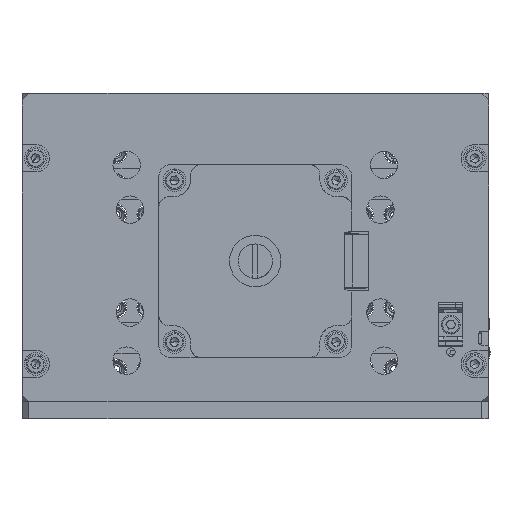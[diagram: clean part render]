
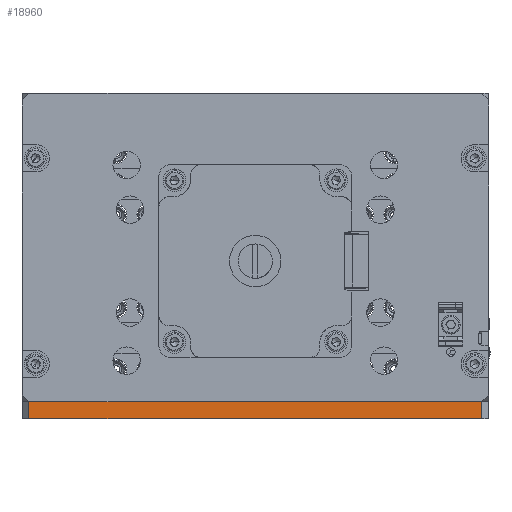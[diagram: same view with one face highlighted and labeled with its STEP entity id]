
A CAD part, front view. The second image highlights one B-rep face of the part: STEP entity #18960.
In plain terms, the highlighted planar face has unit normal (0, -1, 0).
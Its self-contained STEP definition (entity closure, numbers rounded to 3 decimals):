
#352 = DIRECTION ( 'NONE',  ( -1., 0., 0. ) ) ;
#2463 = ORIENTED_EDGE ( 'NONE', *, *, #59139, .T. ) ;
#3694 = CARTESIAN_POINT ( 'NONE',  ( 62.281, 36.098, -39. ) ) ;
#4090 = VECTOR ( 'NONE', #352, 1000. ) ;
#4697 = VERTEX_POINT ( 'NONE', #32818 ) ;
#6257 = EDGE_CURVE ( 'NONE', #39711, #19938, #12004, .T. ) ;
#7578 = ORIENTED_EDGE ( 'NONE', *, *, #6257, .T. ) ;
#9857 = ORIENTED_EDGE ( 'NONE', *, *, #16684, .F. ) ;
#12004 = LINE ( 'NONE', #37520, #65361 ) ;
#13875 = VERTEX_POINT ( 'NONE', #66247 ) ;
#14247 = FACE_OUTER_BOUND ( 'NONE', #56971, .T. ) ;
#16684 = EDGE_CURVE ( 'NONE', #4697, #13875, #46990, .T. ) ;
#17432 = DIRECTION ( 'NONE',  ( -1., 0., 0. ) ) ;
#18960 = ADVANCED_FACE ( 'NONE', ( #14247 ), #64884, .F. ) ;
#19391 = ORIENTED_EDGE ( 'NONE', *, *, #49264, .T. ) ;
#19938 = VERTEX_POINT ( 'NONE', #45388 ) ;
#21690 = LINE ( 'NONE', #42482, #41835 ) ;
#22083 = CARTESIAN_POINT ( 'NONE',  ( 62.281, 36.098, -39. ) ) ;
#30100 = VECTOR ( 'NONE', #67102, 1000. ) ;
#32818 = CARTESIAN_POINT ( 'NONE',  ( 60.281, 36.098, -39. ) ) ;
#37520 = CARTESIAN_POINT ( 'NONE',  ( 62.281, 36.098, -34. ) ) ;
#39711 = VERTEX_POINT ( 'NONE', #64226 ) ;
#41835 = VECTOR ( 'NONE', #43125, 1000. ) ;
#42482 = CARTESIAN_POINT ( 'NONE',  ( 60.281, 36.098, -39. ) ) ;
#43125 = DIRECTION ( 'NONE',  ( 0., 0., 1. ) ) ;
#44882 = DIRECTION ( 'NONE',  ( 1., 0., 0. ) ) ;
#45388 = CARTESIAN_POINT ( 'NONE',  ( -71.719, 36.098, -34. ) ) ;
#46730 = CARTESIAN_POINT ( 'NONE',  ( -71.719, 36.098, -39. ) ) ;
#46990 = LINE ( 'NONE', #22083, #4090 ) ;
#49264 = EDGE_CURVE ( 'NONE', #19938, #13875, #56227, .T. ) ;
#54370 = DIRECTION ( 'NONE',  ( 0., 1., 0. ) ) ;
#56227 = LINE ( 'NONE', #46730, #30100 ) ;
#56971 = EDGE_LOOP ( 'NONE', ( #7578, #19391, #9857, #2463 ) ) ;
#59139 = EDGE_CURVE ( 'NONE', #4697, #39711, #21690, .T. ) ;
#59464 = AXIS2_PLACEMENT_3D ( 'NONE', #3694, #54370, #44882 ) ;
#64226 = CARTESIAN_POINT ( 'NONE',  ( 60.281, 36.098, -34. ) ) ;
#64884 = PLANE ( 'NONE',  #59464 ) ;
#65361 = VECTOR ( 'NONE', #17432, 1000. ) ;
#66247 = CARTESIAN_POINT ( 'NONE',  ( -71.719, 36.098, -39. ) ) ;
#67102 = DIRECTION ( 'NONE',  ( 0., 0., -1. ) ) ;
